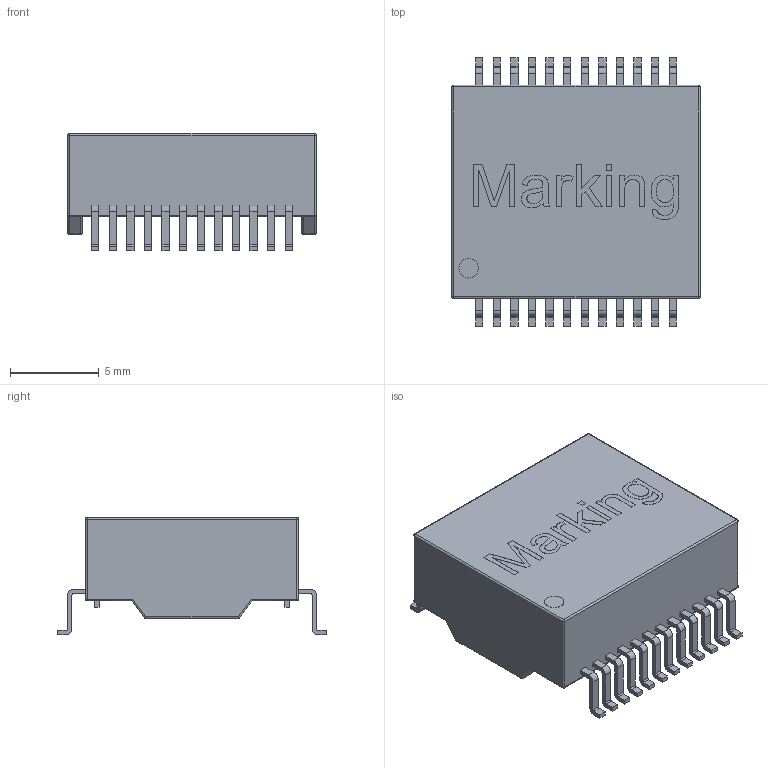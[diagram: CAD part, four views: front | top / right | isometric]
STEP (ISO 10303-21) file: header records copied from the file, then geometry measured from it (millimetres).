
FILE_DESCRIPTION(/* description */ ('Unknown'),/* implementation_level */ '2;1');
FILE_NAME(/* name */ '749050010A',/* time_stamp */ '2016-01-22T08:54:07+01:00',/* author */ ('Unknown'),/* organization */ ('Unknown'),/* preprocessor_version */ 'ST-DEVELOPER v16.7',/* originating_system */ 'DEX',/* authorisation */ $);
FILE_SCHEMA (('AUTOMOTIVE_DESIGN {1 0 10303 214 3 1 1}'));
Length unit declared in the file: millimetre
Products named in the file (3): 749050010A; Housing; Pins
Assembly tree (2 placements, depth 2):
  749050010A
    Housing
    Pins
Bounding box: 13.97 x 15.11 x 6.6 mm (x, y, z)
Volume: 296.6 mm3; surface area: 985.8 mm2
Topology: 25 solids, 25 shells, 762 faces, 2067 edges, 1350 vertices
Faces by surface type: plane 507, cylinder 223, sphere 16, bspline 16
Full cylindrical faces by diameter (mm): 1.1 x1
Entity records: 27556 total; most frequent: CARTESIAN_POINT 5714, ORIENTED_EDGE 4098, DIRECTION 3865, EDGE_CURVE 2049, LINE 1483, VECTOR 1483, VERTEX_POINT 1350, AXIS2_PLACEMENT_3D 1191
